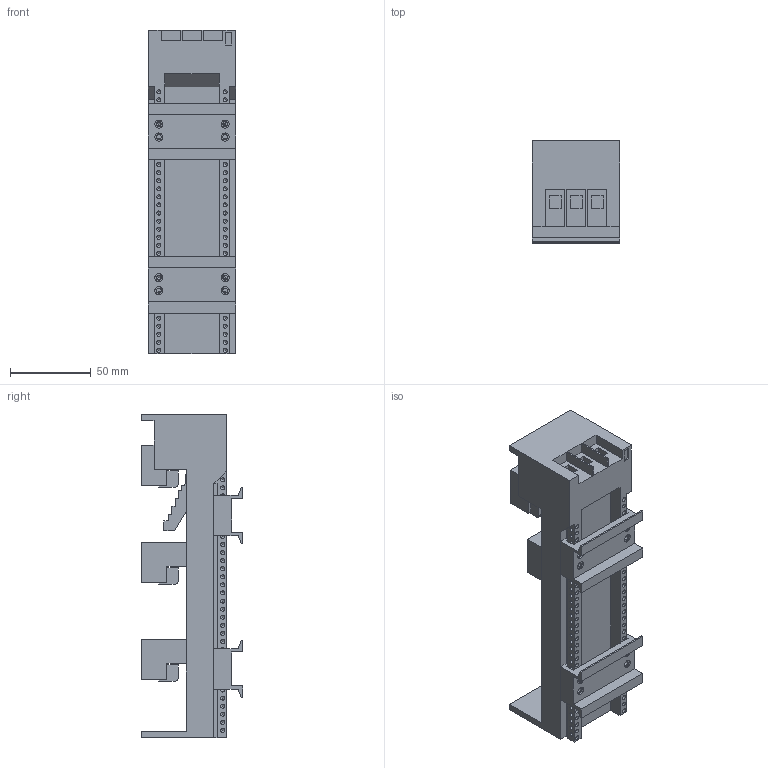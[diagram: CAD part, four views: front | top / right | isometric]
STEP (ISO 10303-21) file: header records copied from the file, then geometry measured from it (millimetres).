
FILE_DESCRIPTION((''),'2;1');
FILE_NAME('32467000.stp','2014-12-03T13:13:14',('maximilian.rau'),(''),'Autodesk Inventor 2013','Autodesk Inventor 2013','');
FILE_SCHEMA(('AUTOMOTIVE_DESIGN { 1 0 10303 214 1 1 1 1 }'));
Length unit declared in the file: millimetre
Products named in the file (4): 32467000; Basis54x200k; 79351000; 80034000
Assembly tree (5 placements, depth 2):
  32467000
    Basis54x200k
    79351000  x2
    80034000  x2
Bounding box: 54 x 63 x 200 mm (x, y, z)
Volume: 291722.5 mm3; surface area: 75678.4 mm2
Topology: 5 solids, 5 shells, 512 faces, 1388 edges, 902 vertices
Faces by surface type: plane 217, cylinder 161, cone 130, torus 4
Full cylindrical faces by diameter (mm): 2.159 x2, 2.5 x130, 3 x8, 4.931 x2, 5 x8
Entity records: 11231 total; most frequent: DIRECTION 1964, CARTESIAN_POINT 1878, ORIENTED_EDGE 1514, AXIS2_PLACEMENT_3D 759, EDGE_CURVE 757, EDGE_LOOP 738, VERTEX_POINT 595, FACE_OUTER_BOUND 449
